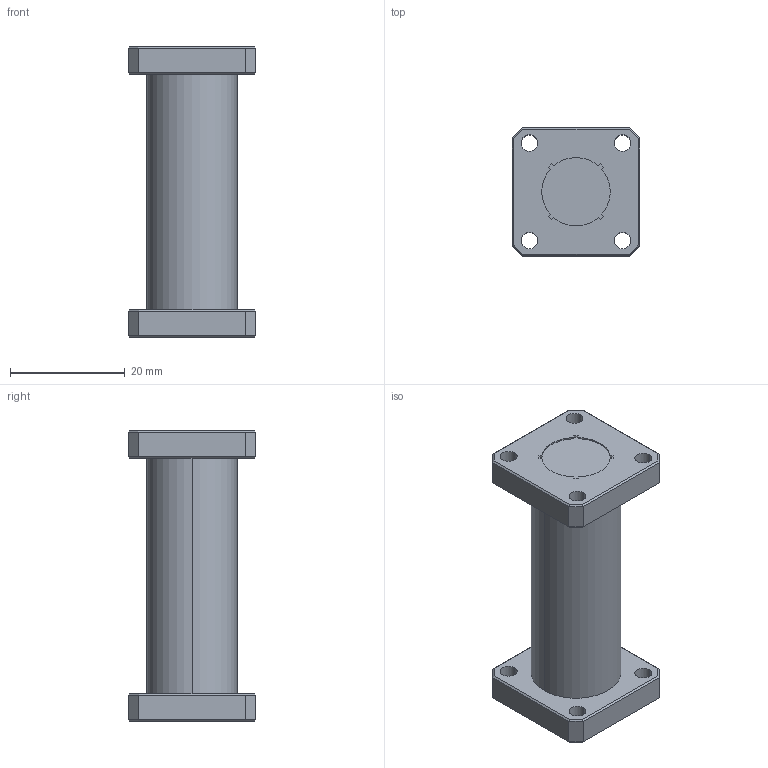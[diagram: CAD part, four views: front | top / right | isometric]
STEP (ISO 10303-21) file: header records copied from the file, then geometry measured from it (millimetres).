
FILE_DESCRIPTION (( 'STEP AP203' ), '1' );
FILE_NAME ('SAS-203-47042-F1.STEP', '2020-10-08T17:27:46', ( 'Windows User' ), ( '' ), 'SwSTEP 2.0', 'SolidWorks 2020', '' );
FILE_SCHEMA (( 'CONFIG_CONTROL_DESIGN' ));
Length unit declared in the file: inch
Products named in the file (1): SAS-203-47042-F1
Bounding box: 22.35 x 22.35 x 50.8 mm (x, y, z)
Volume: 12444.1 mm3; surface area: 4660.5 mm2
Topology: 1 solids, 1 shells, 106 faces, 268 edges, 168 vertices
Faces by surface type: plane 78, cylinder 28
Entity records: 3243 total; most frequent: CARTESIAN_POINT 543, DIRECTION 538, ORIENTED_EDGE 536, EDGE_CURVE 268, VECTOR 212, LINE 212, VERTEX_POINT 168, AXIS2_PLACEMENT_3D 163
